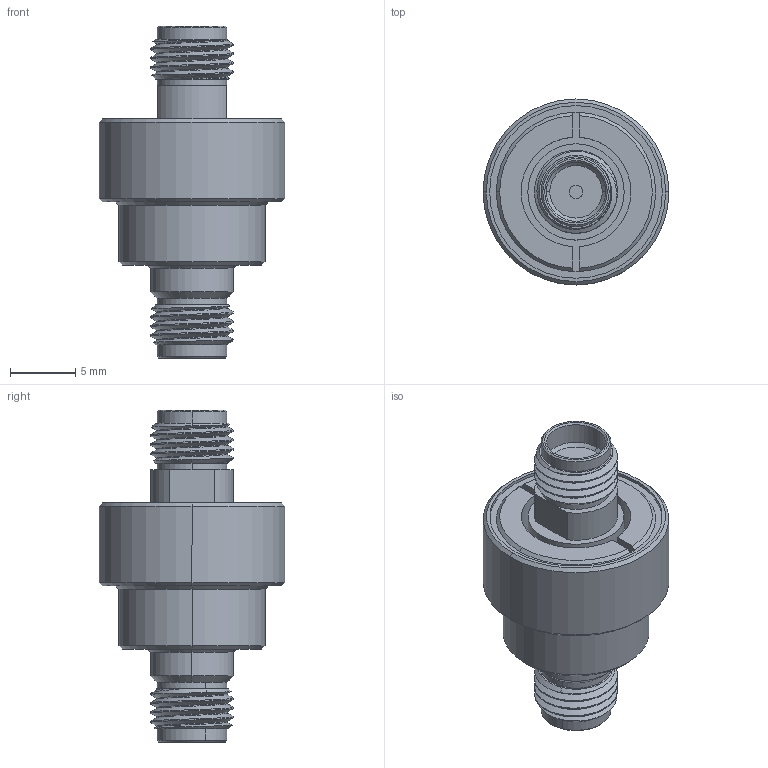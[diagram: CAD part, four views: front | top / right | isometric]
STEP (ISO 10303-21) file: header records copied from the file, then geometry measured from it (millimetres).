
FILE_DESCRIPTION (( 'STEP AP214' ), '1' );
FILE_NAME ('FMRJ1000_3D.step', '2025-06-17T17:33:36', ( '' ), ( '' ), 'SwSTEP 2.0', 'SolidWorks 2022', '' );
FILE_SCHEMA (( 'AUTOMOTIVE_DESIGN' ));
Length unit declared in the file: inch
Products named in the file (1): FMRJ1000_3D
Bounding box: 14.22 x 14.22 x 25.4 mm (x, y, z)
Volume: 1753.6 mm3; surface area: 1314 mm2
Topology: 1 solids, 1 shells, 120 faces, 278 edges, 174 vertices
Faces by surface type: cylinder 49, cone 39, plane 26, bspline 6
Entity records: 5972 total; most frequent: CARTESIAN_POINT 3293, ORIENTED_EDGE 556, DIRECTION 554, EDGE_CURVE 278, AXIS2_PLACEMENT_3D 227, VERTEX_POINT 174, EDGE_LOOP 134, FACE_OUTER_BOUND 120
